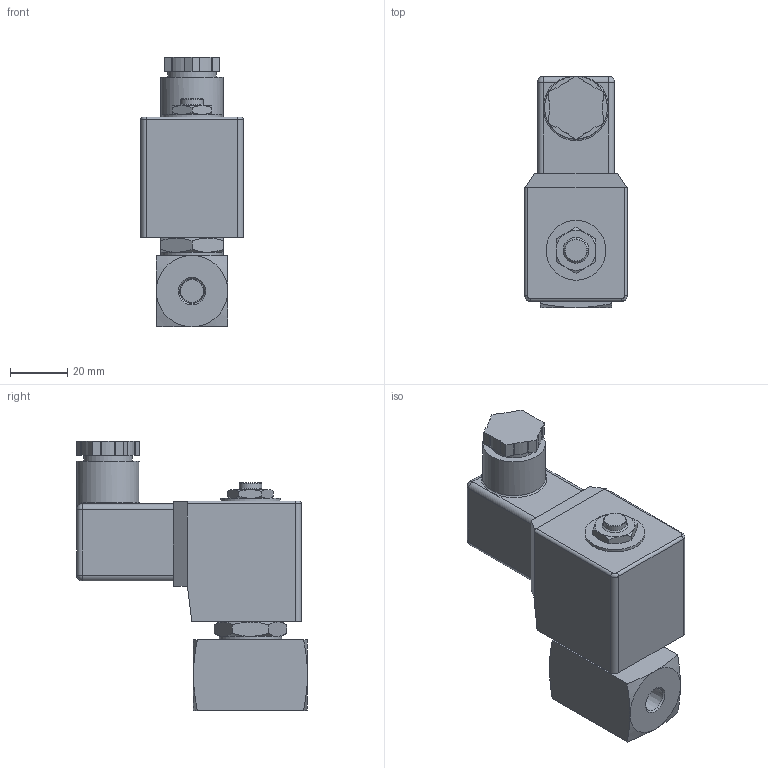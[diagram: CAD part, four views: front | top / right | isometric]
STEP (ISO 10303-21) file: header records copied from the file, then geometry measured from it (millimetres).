
FILE_DESCRIPTION(/* description */ ('3D-Modell'),/* implementation_level */ '2;1');
FILE_NAME(/* name */ '052.000513.stp',/* time_stamp */ '2019-12-04T07:22:17+01:00',/* author */ ('EFast'),/* organization */ (''),/* preprocessor_version */ 'ST-DEVELOPER v16.1',/* originating_system */ 'Autodesk Inventor 2016',/* authorisation */ '');
FILE_SCHEMA (('AUTOMOTIVE_DESIGN { 1 0 10303 214 3 1 1 }'));
Length unit declared in the file: millimetre
Products named in the file (1): 88-004424
Bounding box: 36 x 81 x 94.55 mm (x, y, z)
Volume: 124985.2 mm3; surface area: 20339.5 mm2
Topology: 1 solids, 1 shells, 147 faces, 346 edges, 207 vertices
Faces by surface type: plane 73, cone 38, cylinder 27, bspline 4, sphere 4, torus 1
Full cylindrical faces by diameter (mm): 7.95 x2, 8 x1, 17 x1, 21 x1, 22 x2
Entity records: 4083 total; most frequent: CARTESIAN_POINT 944, ORIENTED_EDGE 646, DIRECTION 645, EDGE_CURVE 323, AXIS2_PLACEMENT_3D 246, VERTEX_POINT 203, EDGE_LOOP 172, LINE 153
